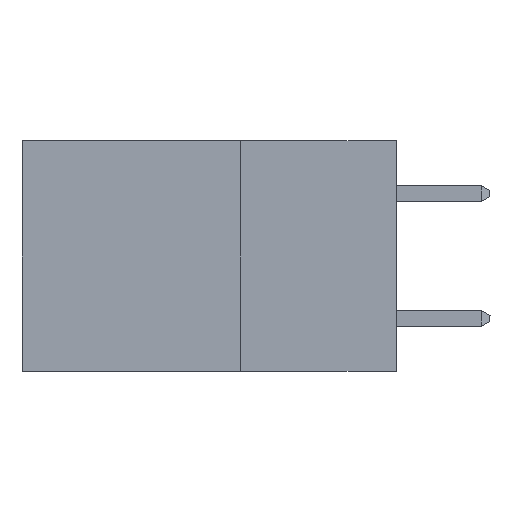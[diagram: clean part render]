
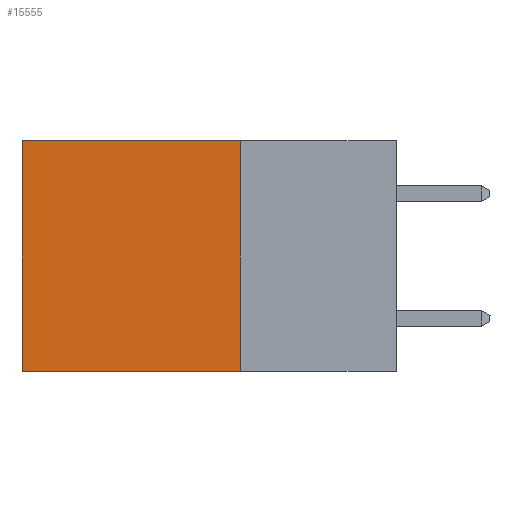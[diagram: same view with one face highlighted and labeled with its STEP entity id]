
A CAD part, left-side view. The second image highlights one B-rep face of the part: STEP entity #15555.
In plain terms, the highlighted planar face has unit normal (-1, 0, 0).
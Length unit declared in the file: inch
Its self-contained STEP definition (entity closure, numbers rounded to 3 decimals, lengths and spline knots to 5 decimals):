
#311 = DIRECTION ( 'NONE',  ( 0., 1., 0. ) ) ;
#639 = DIRECTION ( 'NONE',  ( 0., 0., -1. ) ) ;
#992 = VERTEX_POINT ( 'NONE', #18788 ) ;
#2361 = LINE ( 'NONE', #20414, #18116 ) ;
#5871 = LINE ( 'NONE', #23967, #15739 ) ;
#5954 = VERTEX_POINT ( 'NONE', #12733 ) ;
#7993 = PLANE ( 'NONE',  #20270 ) ;
#9054 = ORIENTED_EDGE ( 'NONE', *, *, #9925, .T. ) ;
#9925 = EDGE_CURVE ( 'NONE', #23145, #5954, #11637, .T. ) ;
#10170 = CARTESIAN_POINT ( 'NONE',  ( 0.2615, 0.6, -0.37 ) ) ;
#10398 = DIRECTION ( 'NONE',  ( 0., 1., 0. ) ) ;
#10837 = ORIENTED_EDGE ( 'NONE', *, *, #23567, .F. ) ;
#11075 = LINE ( 'NONE', #18189, #15690 ) ;
#11637 = LINE ( 'NONE', #10170, #21453 ) ;
#11943 = DIRECTION ( 'NONE',  ( 1., 0., 0. ) ) ;
#12052 = DIRECTION ( 'NONE',  ( 0., 0., -1. ) ) ;
#12121 = DIRECTION ( 'NONE',  ( 0., 0., -1. ) ) ;
#12733 = CARTESIAN_POINT ( 'NONE',  ( 0.2615, 0.6, -0.37 ) ) ;
#12807 = ORIENTED_EDGE ( 'NONE', *, *, #12981, .F. ) ;
#12981 = EDGE_CURVE ( 'NONE', #992, #5954, #5871, .T. ) ;
#15555 = ADVANCED_FACE ( 'NONE', ( #19623 ), #7993, .F. ) ;
#15690 = VECTOR ( 'NONE', #10398, 39.37008 ) ;
#15739 = VECTOR ( 'NONE', #311, 39.37008 ) ;
#16636 = VERTEX_POINT ( 'NONE', #22897 ) ;
#18116 = VECTOR ( 'NONE', #639, 39.37008 ) ;
#18189 = CARTESIAN_POINT ( 'NONE',  ( 0.2615, 0.25, 0. ) ) ;
#18788 = CARTESIAN_POINT ( 'NONE',  ( 0.2615, 0.25, -0.37 ) ) ;
#19555 = EDGE_CURVE ( 'NONE', #16636, #23145, #11075, .T. ) ;
#19623 = FACE_OUTER_BOUND ( 'NONE', #24403, .T. ) ;
#20270 = AXIS2_PLACEMENT_3D ( 'NONE', #23629, #11943, #12052 ) ;
#20414 = CARTESIAN_POINT ( 'NONE',  ( 0.2615, 0.25, -0.37 ) ) ;
#21453 = VECTOR ( 'NONE', #12121, 39.37008 ) ;
#22897 = CARTESIAN_POINT ( 'NONE',  ( 0.2615, 0.25, 0. ) ) ;
#23011 = CARTESIAN_POINT ( 'NONE',  ( 0.2615, 0.6, 0. ) ) ;
#23145 = VERTEX_POINT ( 'NONE', #23011 ) ;
#23567 = EDGE_CURVE ( 'NONE', #16636, #992, #2361, .T. ) ;
#23629 = CARTESIAN_POINT ( 'NONE',  ( 0.2615, 0.25, -0.37 ) ) ;
#23967 = CARTESIAN_POINT ( 'NONE',  ( 0.2615, 0.25, -0.37 ) ) ;
#24403 = EDGE_LOOP ( 'NONE', ( #9054, #12807, #10837, #24431 ) ) ;
#24431 = ORIENTED_EDGE ( 'NONE', *, *, #19555, .T. ) ;
